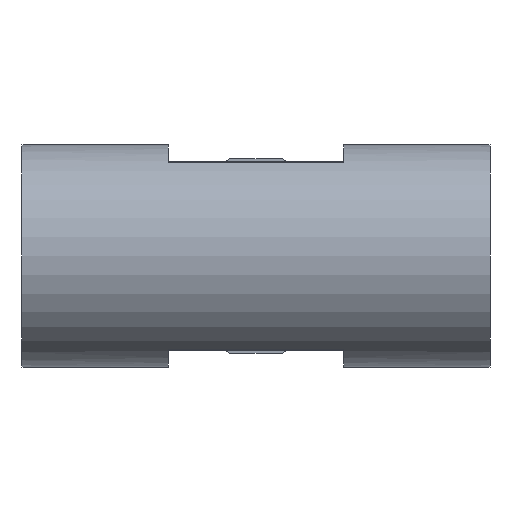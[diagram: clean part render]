
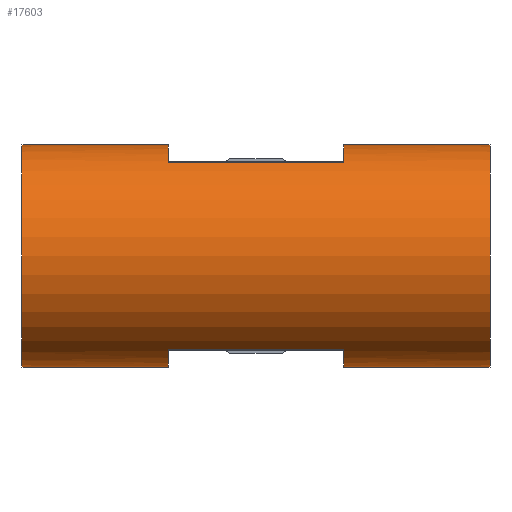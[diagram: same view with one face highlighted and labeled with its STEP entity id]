
A CAD part, front view. The second image highlights one B-rep face of the part: STEP entity #17603.
In plain terms, the highlighted cylindrical face has radius 19 mm (diameter 38 mm), a partial arc.
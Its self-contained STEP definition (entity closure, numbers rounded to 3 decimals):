
#10 = CARTESIAN_POINT ( 'NONE',  ( 55., 16.155, 10. ) ) ;
#591 = CARTESIAN_POINT ( 'NONE',  ( 55., 0., 0. ) ) ;
#605 = CARTESIAN_POINT ( 'NONE',  ( 25., 0., 0. ) ) ;
#806 = LINE ( 'NONE', #16783, #8350 ) ;
#1202 = EDGE_CURVE ( 'NONE', #5464, #2815, #22977, .T. ) ;
#1780 = DIRECTION ( 'NONE',  ( 1., 0., 0. ) ) ;
#1862 = DIRECTION ( 'NONE',  ( 0., 1., 0. ) ) ;
#1887 = ORIENTED_EDGE ( 'NONE', *, *, #20163, .F. ) ;
#2204 = EDGE_CURVE ( 'NONE', #10878, #20550, #4875, .T. ) ;
#2336 = DIRECTION ( 'NONE',  ( 0., 1., 0. ) ) ;
#2385 = DIRECTION ( 'NONE',  ( 0., 1., 0. ) ) ;
#2629 = DIRECTION ( 'NONE',  ( 0., -0.85, 0.526 ) ) ;
#2657 = DIRECTION ( 'NONE',  ( 0., -0.85, 0.526 ) ) ;
#2815 = VERTEX_POINT ( 'NONE', #3209 ) ;
#2826 = DIRECTION ( 'NONE',  ( 1., 0., 0. ) ) ;
#2914 = CIRCLE ( 'NONE', #20425, 19. ) ;
#3067 = CARTESIAN_POINT ( 'NONE',  ( 80., -19., 0. ) ) ;
#3137 = EDGE_CURVE ( 'NONE', #20550, #19296, #14056, .T. ) ;
#3209 = CARTESIAN_POINT ( 'NONE',  ( 55., -16.155, 10. ) ) ;
#3305 = EDGE_CURVE ( 'NONE', #22908, #10210, #4002, .T. ) ;
#3519 = EDGE_CURVE ( 'NONE', #19187, #6658, #9315, .T. ) ;
#3592 = DIRECTION ( 'NONE',  ( 0., 1., 0. ) ) ;
#3931 = DIRECTION ( 'NONE',  ( 1., 0., 0. ) ) ;
#4002 = CIRCLE ( 'NONE', #7877, 19. ) ;
#4590 = VECTOR ( 'NONE', #22800, 1000. ) ;
#4875 = CIRCLE ( 'NONE', #7278, 19. ) ;
#4959 = CARTESIAN_POINT ( 'NONE',  ( 25., -19., 0. ) ) ;
#5103 = EDGE_CURVE ( 'NONE', #10878, #5989, #806, .T. ) ;
#5205 = DIRECTION ( 'NONE',  ( 1., 0., 0. ) ) ;
#5464 = VERTEX_POINT ( 'NONE', #7357 ) ;
#5816 = ORIENTED_EDGE ( 'NONE', *, *, #1202, .T. ) ;
#5989 = VERTEX_POINT ( 'NONE', #10165 ) ;
#6001 = DIRECTION ( 'NONE',  ( 1., 0., 0. ) ) ;
#6024 = AXIS2_PLACEMENT_3D ( 'NONE', #16893, #2826, #2657 ) ;
#6658 = VERTEX_POINT ( 'NONE', #14395 ) ;
#6703 = ORIENTED_EDGE ( 'NONE', *, *, #11488, .T. ) ;
#7023 = CARTESIAN_POINT ( 'NONE',  ( 25., -16.155, 10. ) ) ;
#7278 = AXIS2_PLACEMENT_3D ( 'NONE', #18526, #6001, #2336 ) ;
#7357 = CARTESIAN_POINT ( 'NONE',  ( 25., -16.155, 10. ) ) ;
#7877 = AXIS2_PLACEMENT_3D ( 'NONE', #8664, #10534, #1862 ) ;
#7907 = AXIS2_PLACEMENT_3D ( 'NONE', #21662, #20565, #3592 ) ;
#8037 = ORIENTED_EDGE ( 'NONE', *, *, #22492, .T. ) ;
#8191 = ORIENTED_EDGE ( 'NONE', *, *, #5103, .T. ) ;
#8350 = VECTOR ( 'NONE', #20303, 1000. ) ;
#8379 = ORIENTED_EDGE ( 'NONE', *, *, #23000, .T. ) ;
#8664 = CARTESIAN_POINT ( 'NONE',  ( 25., 0., 0. ) ) ;
#8884 = DIRECTION ( 'NONE',  ( 0., -1., 0. ) ) ;
#9072 = CARTESIAN_POINT ( 'NONE',  ( 25., 16.155, 10. ) ) ;
#9139 = VECTOR ( 'NONE', #3931, 1000. ) ;
#9176 = AXIS2_PLACEMENT_3D ( 'NONE', #605, #20297, #2629 ) ;
#9315 = LINE ( 'NONE', #4959, #20444 ) ;
#9689 = LINE ( 'NONE', #9072, #9139 ) ;
#9843 = CARTESIAN_POINT ( 'NONE',  ( 80., 19., 0. ) ) ;
#9918 = VECTOR ( 'NONE', #1780, 1000. ) ;
#10117 = CARTESIAN_POINT ( 'NONE',  ( 55., -19., 0. ) ) ;
#10165 = CARTESIAN_POINT ( 'NONE',  ( 55., 19., 0. ) ) ;
#10193 = DIRECTION ( 'NONE',  ( -1., 0., 0. ) ) ;
#10199 = CARTESIAN_POINT ( 'NONE',  ( 25., -19., 0. ) ) ;
#10210 = VERTEX_POINT ( 'NONE', #12766 ) ;
#10310 = ORIENTED_EDGE ( 'NONE', *, *, #17712, .F. ) ;
#10534 = DIRECTION ( 'NONE',  ( 1., 0., 0. ) ) ;
#10878 = VERTEX_POINT ( 'NONE', #9843 ) ;
#11256 = CIRCLE ( 'NONE', #7907, 19. ) ;
#11488 = EDGE_CURVE ( 'NONE', #18415, #6658, #11256, .T. ) ;
#11828 = VERTEX_POINT ( 'NONE', #10 ) ;
#12324 = CARTESIAN_POINT ( 'NONE',  ( -4., 0., 0. ) ) ;
#12766 = CARTESIAN_POINT ( 'NONE',  ( 25., 16.155, 10. ) ) ;
#13936 = CIRCLE ( 'NONE', #6024, 19. ) ;
#14056 = LINE ( 'NONE', #20777, #4590 ) ;
#14258 = DIRECTION ( 'NONE',  ( -1., 0., 0. ) ) ;
#14381 = CARTESIAN_POINT ( 'NONE',  ( 25., 19., 0. ) ) ;
#14395 = CARTESIAN_POINT ( 'NONE',  ( 0., -19., 0. ) ) ;
#16697 = DIRECTION ( 'NONE',  ( 1., 0., 0. ) ) ;
#16731 = ORIENTED_EDGE ( 'NONE', *, *, #3305, .F. ) ;
#16783 = CARTESIAN_POINT ( 'NONE',  ( 80., 19., 0. ) ) ;
#16893 = CARTESIAN_POINT ( 'NONE',  ( 55., 0., 0. ) ) ;
#17173 = ORIENTED_EDGE ( 'NONE', *, *, #17333, .T. ) ;
#17246 = FACE_OUTER_BOUND ( 'NONE', #23110, .T. ) ;
#17333 = EDGE_CURVE ( 'NONE', #2815, #19296, #13936, .T. ) ;
#17603 = ADVANCED_FACE ( 'NONE', ( #17246 ), #22266, .T. ) ;
#17712 = EDGE_CURVE ( 'NONE', #5464, #19187, #20856, .T. ) ;
#17979 = CARTESIAN_POINT ( 'NONE',  ( 25., 19., 0. ) ) ;
#18107 = ORIENTED_EDGE ( 'NONE', *, *, #3137, .F. ) ;
#18329 = ORIENTED_EDGE ( 'NONE', *, *, #2204, .F. ) ;
#18340 = CARTESIAN_POINT ( 'NONE',  ( 0., 19., 0. ) ) ;
#18415 = VERTEX_POINT ( 'NONE', #18340 ) ;
#18526 = CARTESIAN_POINT ( 'NONE',  ( 80., 0., 0. ) ) ;
#18852 = AXIS2_PLACEMENT_3D ( 'NONE', #12324, #5205, #8884 ) ;
#19187 = VERTEX_POINT ( 'NONE', #10199 ) ;
#19296 = VERTEX_POINT ( 'NONE', #10117 ) ;
#20163 = EDGE_CURVE ( 'NONE', #10210, #11828, #9689, .T. ) ;
#20190 = VECTOR ( 'NONE', #14258, 1000. ) ;
#20297 = DIRECTION ( 'NONE',  ( 1., 0., 0. ) ) ;
#20303 = DIRECTION ( 'NONE',  ( -1., 0., 0. ) ) ;
#20425 = AXIS2_PLACEMENT_3D ( 'NONE', #591, #16697, #2385 ) ;
#20444 = VECTOR ( 'NONE', #10193, 1000. ) ;
#20550 = VERTEX_POINT ( 'NONE', #3067 ) ;
#20565 = DIRECTION ( 'NONE',  ( 1., 0., 0. ) ) ;
#20777 = CARTESIAN_POINT ( 'NONE',  ( 80., -19., 0. ) ) ;
#20856 = CIRCLE ( 'NONE', #9176, 19. ) ;
#21315 = ORIENTED_EDGE ( 'NONE', *, *, #3519, .F. ) ;
#21662 = CARTESIAN_POINT ( 'NONE',  ( 0., 0., 0. ) ) ;
#22266 = CYLINDRICAL_SURFACE ( 'NONE', #18852, 19. ) ;
#22424 = LINE ( 'NONE', #17979, #20190 ) ;
#22492 = EDGE_CURVE ( 'NONE', #22908, #18415, #22424, .T. ) ;
#22800 = DIRECTION ( 'NONE',  ( -1., 0., 0. ) ) ;
#22908 = VERTEX_POINT ( 'NONE', #14381 ) ;
#22977 = LINE ( 'NONE', #7023, #9918 ) ;
#23000 = EDGE_CURVE ( 'NONE', #5989, #11828, #2914, .T. ) ;
#23110 = EDGE_LOOP ( 'NONE', ( #5816, #17173, #18107, #18329, #8191, #8379, #1887, #16731, #8037, #6703, #21315, #10310 ) ) ;
